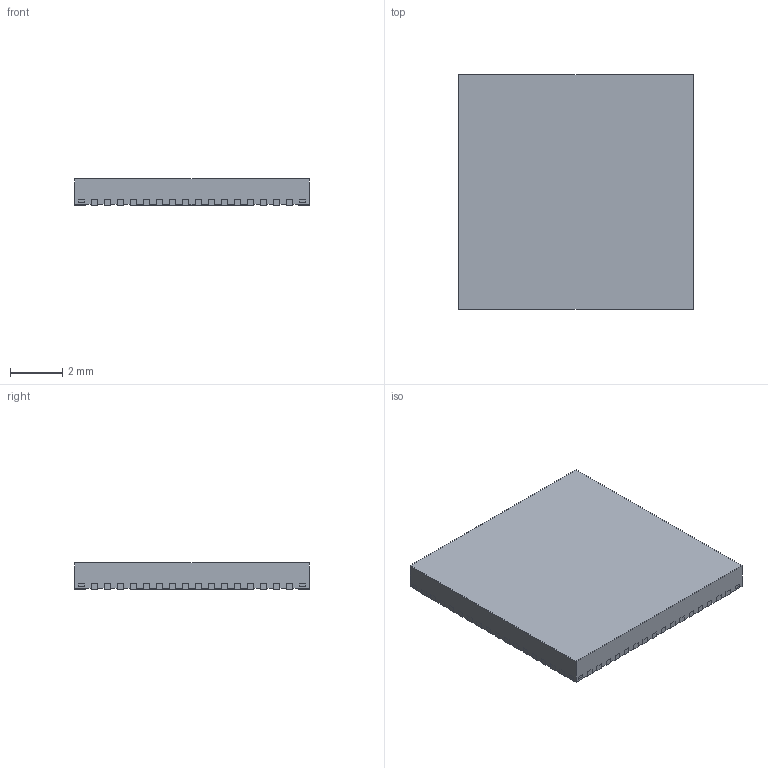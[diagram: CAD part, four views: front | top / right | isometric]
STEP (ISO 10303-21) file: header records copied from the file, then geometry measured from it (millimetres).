
FILE_DESCRIPTION((''),'2;1');
FILE_NAME('RGC0064B_ASM','2017-08-04T07:58:24',('a0412086'),(''),'CREO PARAMETRIC BY PTC INC, 2017110','CREO PARAMETRIC BY PTC INC, 2017110','');
FILE_SCHEMA(('AUTOMOTIVE_DESIGN { 1 0 10303 214 1 1 1 1 }'));
Length unit declared in the file: millimetre
Products named in the file (4): BODY-QFN; FRAME-RGC0064B; PIN1-ID; RGC0064B_ASM
Assembly tree (3 placements, depth 2):
  RGC0064B_ASM
    BODY-QFN
    FRAME-RGC0064B
    PIN1-ID
Bounding box: 9 x 9 x 1 mm (x, y, z)
Volume: 79.6 mm3; surface area: 283.9 mm2
Topology: 70 solids, 70 shells, 725 faces, 1746 edges, 1164 vertices
Faces by surface type: plane 597, cylinder 128
Entity records: 27397 total; most frequent: CARTESIAN_POINT 3685, DIRECTION 3518, ORIENTED_EDGE 3492, PRESENTATION_STYLE_ASSIGNMENT 1888, STYLED_ITEM 1816, CURVE_STYLE 1746, EDGE_CURVE 1746, VECTOR 1490
